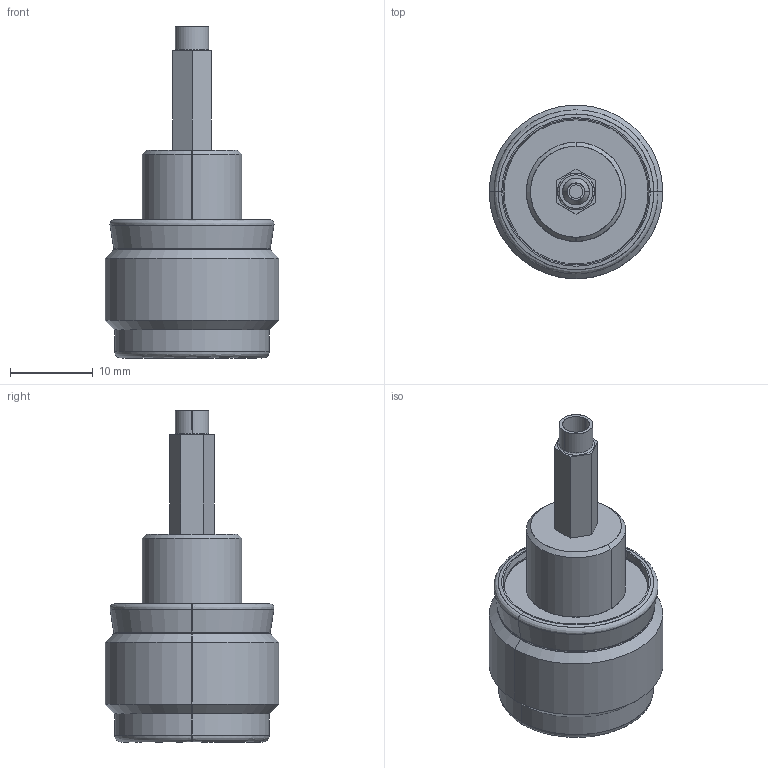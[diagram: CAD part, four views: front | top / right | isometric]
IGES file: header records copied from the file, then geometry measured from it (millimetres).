
Start section: SolidWorks IGES file using analytic representation for surfaces
Global section: file name: R161.072.000 C.IGS; native system: SolidWorks 2008; preprocessor: SolidWorks 2008; author: BERGER_C; date: 081027.105856; units: millimetre
Bounding box: 21 x 21 x 40.13 mm (x, y, z)
Surface area: 3893.5 mm2 (no closed solid volume)
Topology: 0 solids, 0 shells, 176 faces, 1915 edges, 1915 vertices
Faces by surface type: revolution 94, bspline 82
